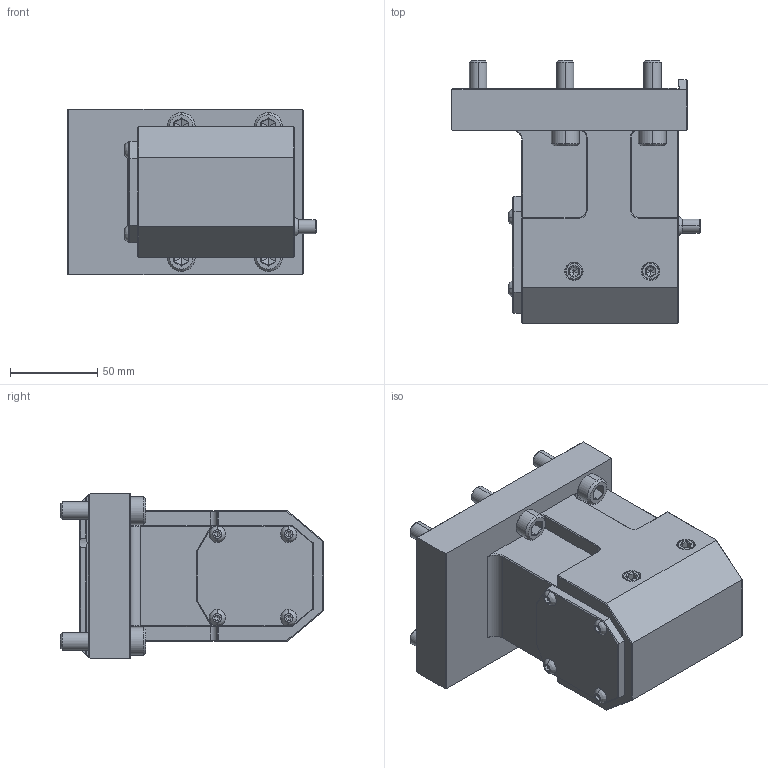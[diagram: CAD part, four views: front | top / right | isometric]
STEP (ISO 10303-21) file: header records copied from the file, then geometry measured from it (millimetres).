
FILE_DESCRIPTION((''),'2;1');
FILE_NAME('NGT_ID_40_105_JC','2023-05-24T',('vali'),('NOVA GRUP'),'PRO/ENGINEER BY PARAMETRIC TECHNOLOGY CORPORATION, 2010280','PRO/ENGINEER BY PARAMETRIC TECHNOLOGY CORPORATION, 2010280','');
FILE_SCHEMA(('CONFIG_CONTROL_DESIGN'));
Length unit declared in the file: millimetre
Products named in the file (1): NGT_ID_40_105_JC
Bounding box: 142.37 x 151 x 95 mm (x, y, z)
Volume: 884406.5 mm3; surface area: 94521.5 mm2
Topology: 1 solids, 1 shells, 437 faces, 1021 edges, 584 vertices
Faces by surface type: plane 227, cylinder 98, cone 70, bspline 32, torus 8, sphere 2
Entity records: 14040 total; most frequent: CARTESIAN_POINT 4515, ORIENTED_EDGE 1974, DIRECTION 1880, EDGE_CURVE 987, VECTOR 646, LINE 646, AXIS2_PLACEMENT_3D 617, VERTEX_POINT 584
